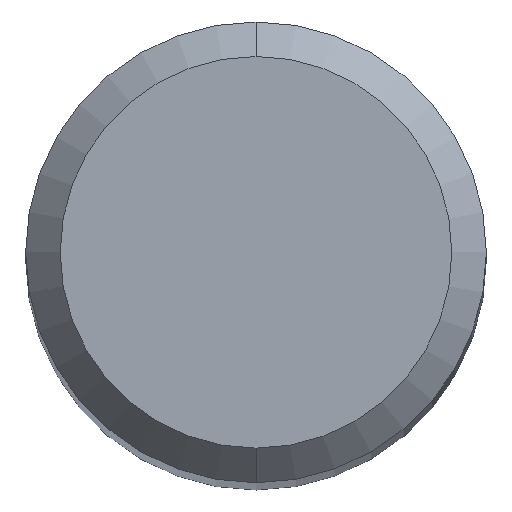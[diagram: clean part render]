
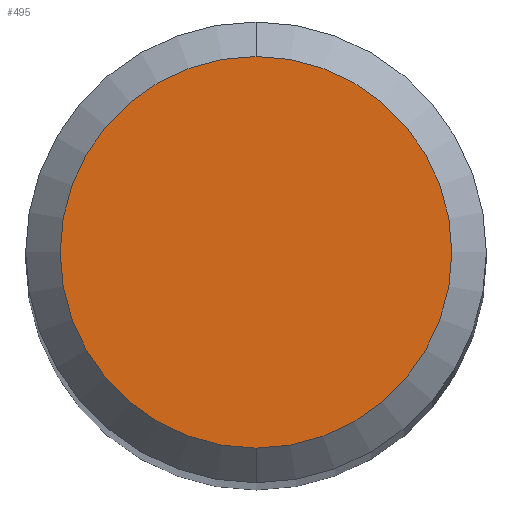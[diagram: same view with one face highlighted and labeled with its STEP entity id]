
A CAD part, top view. The second image highlights one B-rep face of the part: STEP entity #495.
In plain terms, the highlighted planar face has unit normal (0, 0, 1).
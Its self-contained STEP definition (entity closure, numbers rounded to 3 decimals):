
#495=ADVANCED_FACE('',(#1216),#1217,.T.);
#633=VERTEX_POINT('',#1365);
#711=EDGE_CURVE('',#967,#633,#1447,.T.);
#967=VERTEX_POINT('',#1725);
#1009=EDGE_CURVE('',#633,#967,#1772,.T.);
#1216=FACE_OUTER_BOUND('',#2587,.T.);
#1217=PLANE('',#2588);
#1365=CARTESIAN_POINT('',(0.,-1.7,0.0));
#1447=CIRCLE('',#3229,1.7);
#1725=CARTESIAN_POINT('',(0.0,1.7,0.0));
#1772=CIRCLE('',#4542,1.7);
#2587=EDGE_LOOP('',(#5003,#5004));
#2588=AXIS2_PLACEMENT_3D('',#5005,#5006,#5007);
#3229=AXIS2_PLACEMENT_3D('',#5210,#5211,#5212);
#4542=AXIS2_PLACEMENT_3D('',#5533,#5534,#5535);
#5003=ORIENTED_EDGE('',*,*,#711,.F.);
#5004=ORIENTED_EDGE('',*,*,#1009,.F.);
#5005=CARTESIAN_POINT('',(0.0,0.85,0.0));
#5006=DIRECTION('',(-0.0,0.0,1.0));
#5007=DIRECTION('',(0.0,-1.0,0.0));
#5210=CARTESIAN_POINT('',(0.0,0.0,0.0));
#5211=DIRECTION('',(0.0,0.0,-1.0));
#5212=DIRECTION('',(0.0,1.0,0.0));
#5533=CARTESIAN_POINT('',(0.0,0.0,0.0));
#5534=DIRECTION('',(0.0,0.0,-1.0));
#5535=DIRECTION('',(0.0,1.0,0.0));
